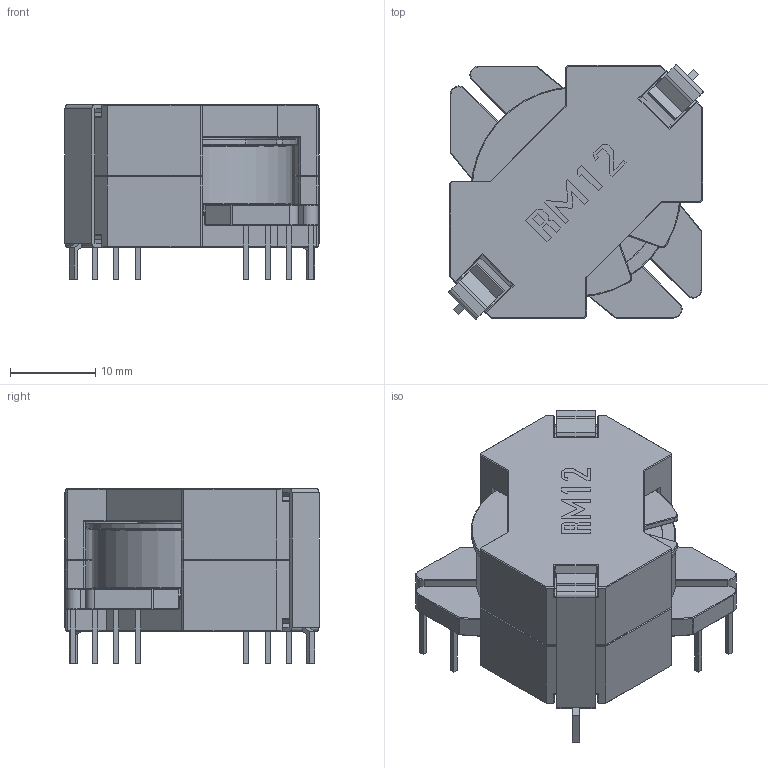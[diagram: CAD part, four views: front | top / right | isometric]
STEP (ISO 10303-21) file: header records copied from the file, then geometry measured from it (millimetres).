
FILE_DESCRIPTION(/* description */ ('model of RM-12-LP_12pin'),/* implementation_level */ '2;1');
FILE_NAME(/* name */ 'RM-12-LP_12pin.stp',/* time_stamp */ '2016-01-08T00:25:18',/* author */ ('Joan The Spark',''),/* organization */ (''),/* preprocessor_version */ '',/* originating_system */ '',/* authorisation */ '');
FILE_SCHEMA (('AUTOMOTIVE_DESIGN { 1 0 10303 214 3 1 1 }'));
Length unit declared in the file: millimetre
Products named in the file (1): RM-12_12pin
Bounding box: 29.91 x 29.91 x 20.55 mm (x, y, z)
Volume: 10380.5 mm3; surface area: 7205.4 mm2
Topology: 1 solids, 1 shells, 550 faces, 1339 edges, 807 vertices
Faces by surface type: plane 474, cylinder 28, cone 28, bspline 20
Full cylindrical faces by diameter (mm): 13 x2, 14.3 x2, 20.31 x1, 20.41 x1, 23.365 x1, 23.465 x1
Entity records: 16763 total; most frequent: CARTESIAN_POINT 3547, ORIENTED_EDGE 2656, DIRECTION 2444, EDGE_CURVE 1328, LINE 1202, VECTOR 1202, VERTEX_POINT 804, AXIS2_PLACEMENT_3D 621
